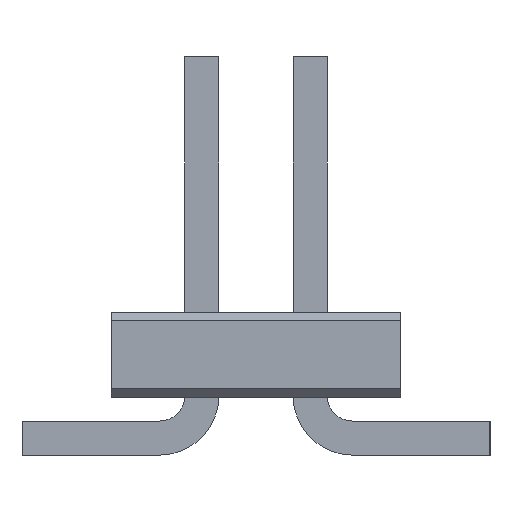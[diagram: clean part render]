
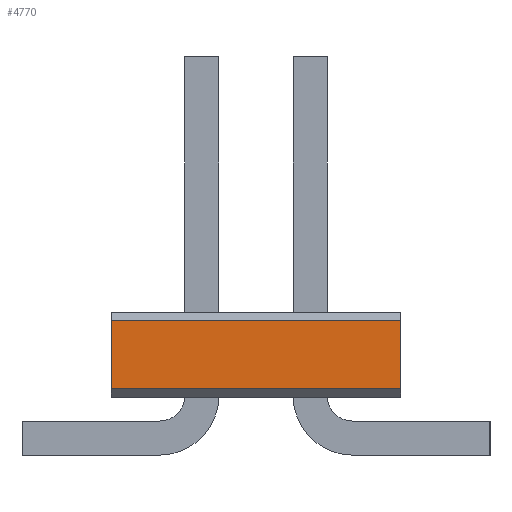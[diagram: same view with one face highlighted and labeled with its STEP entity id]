
A CAD part, left-side view. The second image highlights one B-rep face of the part: STEP entity #4770.
In plain terms, the highlighted planar face has unit normal (-1, 0, 0).
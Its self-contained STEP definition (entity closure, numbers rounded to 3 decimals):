
#210=FACE_OUTER_BOUND('',#514,.T.);
#514=EDGE_LOOP('',(#3213,#3214,#3215,#3216));
#830=LINE('',#6894,#1438);
#833=LINE('',#6900,#1441);
#834=LINE('',#6902,#1442);
#835=LINE('',#6903,#1443);
#1438=VECTOR('',#5547,3.4);
#1441=VECTOR('',#5552,0.8);
#1442=VECTOR('',#5553,3.4);
#1443=VECTOR('',#5554,0.8);
#2042=VERTEX_POINT('',#6891);
#2043=VERTEX_POINT('',#6893);
#2045=VERTEX_POINT('',#6899);
#2046=VERTEX_POINT('',#6901);
#2502=EDGE_CURVE('',#2043,#2042,#830,.T.);
#2505=EDGE_CURVE('',#2042,#2045,#833,.T.);
#2506=EDGE_CURVE('',#2046,#2045,#834,.T.);
#2507=EDGE_CURVE('',#2046,#2043,#835,.T.);
#3213=ORIENTED_EDGE('',*,*,#2505,.T.);
#3214=ORIENTED_EDGE('',*,*,#2506,.F.);
#3215=ORIENTED_EDGE('',*,*,#2507,.T.);
#3216=ORIENTED_EDGE('',*,*,#2502,.T.);
#4494=PLANE('',#5123);
#4770=ADVANCED_FACE('',(#210),#4494,.T.);
#5123=AXIS2_PLACEMENT_3D('',#6898,#5550,#5551);
#5547=DIRECTION('',(0.,-1.,0.));
#5550=DIRECTION('center_axis',(-1.,0.,0.));
#5551=DIRECTION('ref_axis',(0.,0.,1.));
#5552=DIRECTION('',(0.,0.,1.));
#5553=DIRECTION('',(0.,-1.,0.));
#5554=DIRECTION('',(0.,0.,-1.));
#6891=CARTESIAN_POINT('',(-5.08,-1.7,0.78));
#6893=CARTESIAN_POINT('',(-5.08,1.7,0.78));
#6894=CARTESIAN_POINT('',(-5.08,1.7,0.78));
#6898=CARTESIAN_POINT('Origin',(-5.08,1.7,0.78));
#6899=CARTESIAN_POINT('',(-5.08,-1.7,1.58));
#6900=CARTESIAN_POINT('',(-5.08,-1.7,1.58));
#6901=CARTESIAN_POINT('',(-5.08,1.7,1.58));
#6902=CARTESIAN_POINT('',(-5.08,1.7,1.58));
#6903=CARTESIAN_POINT('',(-5.08,1.7,1.58));
